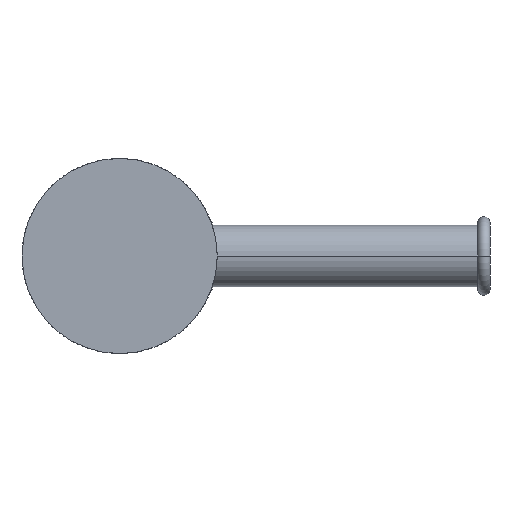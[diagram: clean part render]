
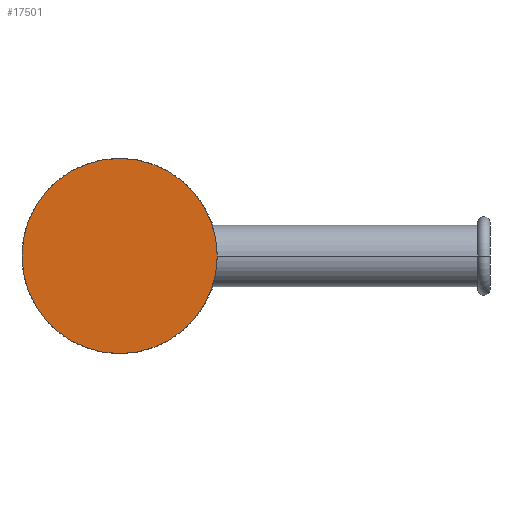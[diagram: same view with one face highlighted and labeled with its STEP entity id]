
A CAD part, front view. The second image highlights one B-rep face of the part: STEP entity #17501.
In plain terms, the highlighted planar face has unit normal (0, -1, 0).
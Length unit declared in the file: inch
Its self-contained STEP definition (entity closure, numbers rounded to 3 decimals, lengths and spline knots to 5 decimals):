
#4626=CARTESIAN_POINT('',(0.,0.,0.));
#4627=DIRECTION('',(0.,-1.,0.));
#4628=DIRECTION('',(1.,0.,0.));
#4629=AXIS2_PLACEMENT_3D('',#4626,#4627,#4628);
#4631=CARTESIAN_POINT('',(0.,0.,0.));
#4632=DIRECTION('',(0.,1.,0.));
#4633=DIRECTION('',(1.,0.,0.));
#4634=AXIS2_PLACEMENT_3D('',#4631,#4632,#4633);
#8593=CARTESIAN_POINT('',(0.95,0.,0.));
#8595=VERTEX_POINT('',#8593);
#8601=CARTESIAN_POINT('',(-0.95,0.,0.));
#8603=VERTEX_POINT('',#8601);
#17492=CARTESIAN_POINT('',(0.,0.,0.));
#17493=DIRECTION('',(0.,1.,0.));
#17494=DIRECTION('',(-1.,0.,0.));
#17495=AXIS2_PLACEMENT_3D('',#17492,#17493,#17494);
#17496=PLANE('',#17495);
#17497=ORIENTED_EDGE('',*,*,#17485,.F.);
#17498=ORIENTED_EDGE('',*,*,#17474,.T.);
#17499=EDGE_LOOP('',(#17497,#17498));
#17500=FACE_OUTER_BOUND('',#17499,.F.);
#17501=ADVANCED_FACE('',(#17500),#17496,.F.);
#4630=CIRCLE('',#4629,0.95);
#4635=CIRCLE('',#4634,0.95);
#17474=EDGE_CURVE('',#8595,#8603,#4635,.T.);
#17485=EDGE_CURVE('',#8595,#8603,#4630,.T.);
